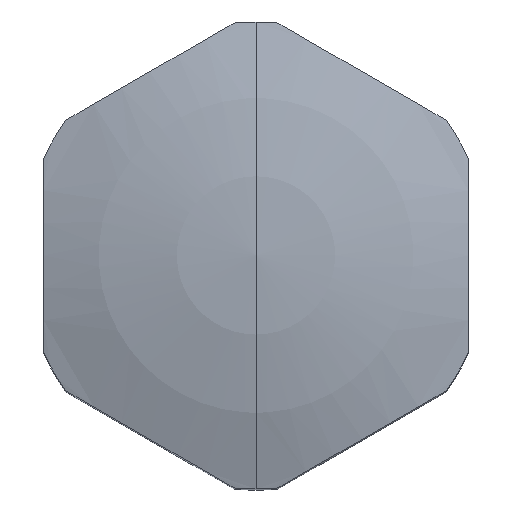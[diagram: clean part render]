
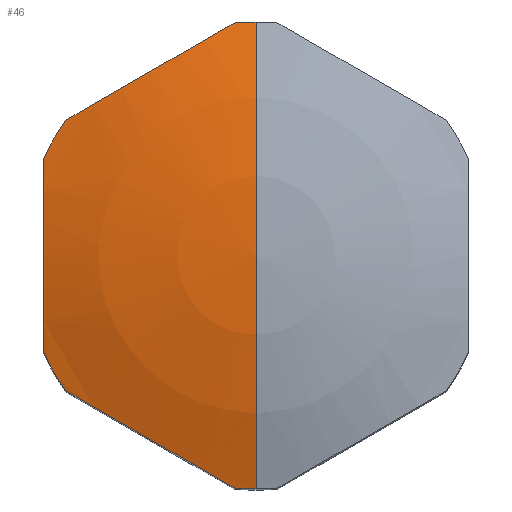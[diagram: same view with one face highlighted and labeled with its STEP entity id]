
A CAD part, top view. The second image highlights one B-rep face of the part: STEP entity #46.
In plain terms, the highlighted spherical face has radius 50 mm.
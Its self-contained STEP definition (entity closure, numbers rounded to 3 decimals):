
#46=ADVANCED_FACE('',(#106),#107,.T.);
#106=FACE_OUTER_BOUND('',#178,.T.);
#107=SPHERICAL_SURFACE('',#179,50.0);
#178=EDGE_LOOP('',(#244,#245,#246,#247,#248,#249,#250,#251,#252));
#179=AXIS2_PLACEMENT_3D('',#253,#254,#255);
#244=ORIENTED_EDGE('',*,*,#437,.T.);
#245=ORIENTED_EDGE('',*,*,#438,.T.);
#246=ORIENTED_EDGE('',*,*,#439,.F.);
#247=ORIENTED_EDGE('',*,*,#440,.F.);
#248=ORIENTED_EDGE('',*,*,#441,.F.);
#249=ORIENTED_EDGE('',*,*,#442,.F.);
#250=ORIENTED_EDGE('',*,*,#443,.F.);
#251=ORIENTED_EDGE('',*,*,#444,.F.);
#252=ORIENTED_EDGE('',*,*,#445,.F.);
#253=CARTESIAN_POINT('',(0.,0.,0.));
#254=DIRECTION('',(0.,0.,1.0));
#255=DIRECTION('',(0.,-1.0,0.0));
#437=EDGE_CURVE('',#513,#514,#515,.T.);
#438=EDGE_CURVE('',#514,#516,#517,.T.);
#439=EDGE_CURVE('',#518,#516,#519,.T.);
#440=EDGE_CURVE('',#520,#518,#521,.T.);
#441=EDGE_CURVE('',#522,#520,#523,.T.);
#442=EDGE_CURVE('',#524,#522,#525,.T.);
#443=EDGE_CURVE('',#526,#524,#527,.T.);
#444=EDGE_CURVE('',#528,#526,#529,.T.);
#445=EDGE_CURVE('',#513,#528,#530,.T.);
#513=VERTEX_POINT('',#625);
#514=VERTEX_POINT('',#626);
#515=CIRCLE('',#627,50.0);
#516=VERTEX_POINT('',#628);
#517=CIRCLE('',#629,50.0);
#518=VERTEX_POINT('',#630);
#519=CIRCLE('',#631,16.5);
#520=VERTEX_POINT('',#632);
#521=CIRCLE('',#633,47.697);
#522=VERTEX_POINT('',#634);
#523=CIRCLE('',#635,16.5);
#524=VERTEX_POINT('',#636);
#525=CIRCLE('',#637,47.697);
#526=VERTEX_POINT('',#638);
#527=CIRCLE('',#639,16.5);
#528=VERTEX_POINT('',#640);
#529=CIRCLE('',#641,47.697);
#530=CIRCLE('',#642,16.5);
#625=CARTESIAN_POINT('',(0.,-16.5,47.199));
#626=CARTESIAN_POINT('',(0.,0.,50.0));
#627=AXIS2_PLACEMENT_3D('',#760,#761,#762);
#628=CARTESIAN_POINT('',(0.,16.5,47.199));
#629=AXIS2_PLACEMENT_3D('',#763,#764,#765);
#630=CARTESIAN_POINT('',(-1.547,16.427,47.199));
#631=AXIS2_PLACEMENT_3D('',#766,#767,#768);
#632=CARTESIAN_POINT('',(-13.453,9.553,47.199));
#633=AXIS2_PLACEMENT_3D('',#769,#770,#771);
#634=CARTESIAN_POINT('',(-15.0,6.874,47.199));
#635=AXIS2_PLACEMENT_3D('',#772,#773,#774);
#636=CARTESIAN_POINT('',(-15.0,-6.874,47.199));
#637=AXIS2_PLACEMENT_3D('',#775,#776,#777);
#638=CARTESIAN_POINT('',(-13.453,-9.553,47.199));
#639=AXIS2_PLACEMENT_3D('',#778,#779,#780);
#640=CARTESIAN_POINT('',(-1.547,-16.427,47.199));
#641=AXIS2_PLACEMENT_3D('',#781,#782,#783);
#642=AXIS2_PLACEMENT_3D('',#784,#785,#786);
#760=CARTESIAN_POINT('',(0.,0.,0.));
#761=DIRECTION('',(-1.0,0.,0.));
#762=DIRECTION('',(0.,0.0,-1.0));
#763=CARTESIAN_POINT('',(0.,0.,0.));
#764=DIRECTION('',(-1.0,0.,0.));
#765=DIRECTION('',(0.,0.0,-1.0));
#766=CARTESIAN_POINT('',(0.0,0.0,47.199));
#767=DIRECTION('',(0.0,0.0,-1.0));
#768=DIRECTION('',(1.0,0.0,0.0));
#769=CARTESIAN_POINT('',(-7.5,12.99,0.));
#770=DIRECTION('',(-0.5,0.866,0.));
#771=DIRECTION('',(0.,0.,-1.0));
#772=CARTESIAN_POINT('',(0.0,0.0,47.199));
#773=DIRECTION('',(0.0,0.0,-1.0));
#774=DIRECTION('',(1.0,0.0,0.0));
#775=CARTESIAN_POINT('',(-15.0,0.,0.));
#776=DIRECTION('',(-1.0,0.,0.));
#777=DIRECTION('',(0.,0.0,-1.0));
#778=CARTESIAN_POINT('',(0.0,0.0,47.199));
#779=DIRECTION('',(0.0,0.0,-1.0));
#780=DIRECTION('',(1.0,0.0,0.0));
#781=CARTESIAN_POINT('',(-7.5,-12.99,0.));
#782=DIRECTION('',(-0.5,-0.866,0.));
#783=DIRECTION('',(0.0,0.,1.0));
#784=CARTESIAN_POINT('',(0.0,0.0,47.199));
#785=DIRECTION('',(0.0,0.0,-1.0));
#786=DIRECTION('',(1.0,0.0,0.0));
